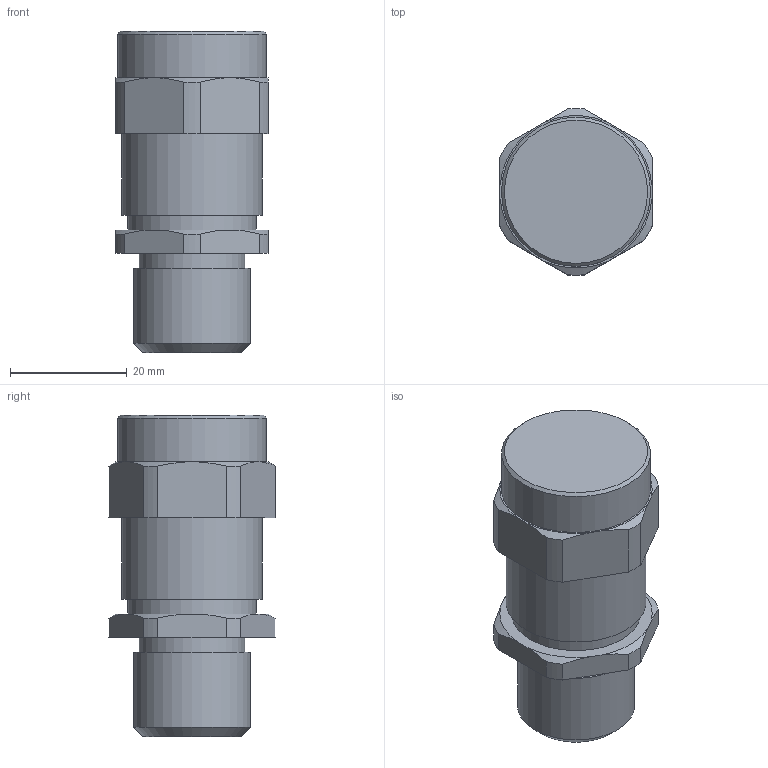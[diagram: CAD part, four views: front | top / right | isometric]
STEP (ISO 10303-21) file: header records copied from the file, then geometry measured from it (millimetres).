
FILE_DESCRIPTION((''),'2;1');
FILE_NAME('КНВЗ1M.stp','2021-11-01T12:49:07',('v.v.tulinov'),(''),'Autodesk Inventor 2012','Autodesk Inventor 2012','');
FILE_SCHEMA(('AUTOMOTIVE_DESIGN { 1 0 10303 214 1 1 1 1 }'));
Length unit declared in the file: millimetre
Products named in the file (1): FEC (параметрика)(Для СКЛАДА)_Внешний контур_1
Bounding box: 26 x 28.48 x 55 mm (x, y, z)
Volume: 24267.6 mm3; surface area: 5649.9 mm2
Topology: 1 solids, 1 shells, 51 faces, 127 edges, 84 vertices
Faces by surface type: plane 20, cylinder 17, cone 14
Full cylindrical faces by diameter (mm): 18 x1, 20 x1, 22 x1, 24 x1, 25.5 x1
Entity records: 1558 total; most frequent: CARTESIAN_POINT 304, DIRECTION 248, ORIENTED_EDGE 240, EDGE_CURVE 120, AXIS2_PLACEMENT_3D 100, VERTEX_POINT 84, EDGE_LOOP 64, STYLED_ITEM 52
